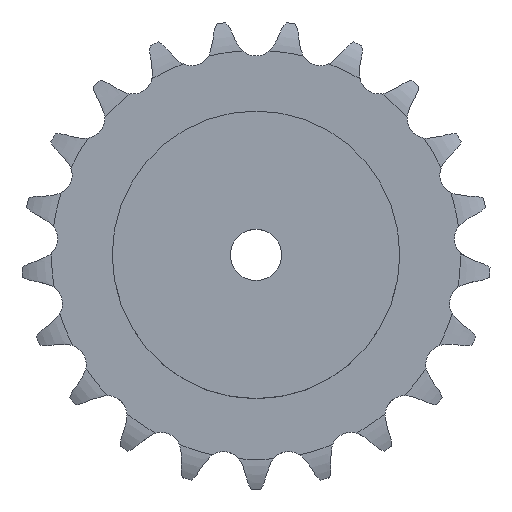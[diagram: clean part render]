
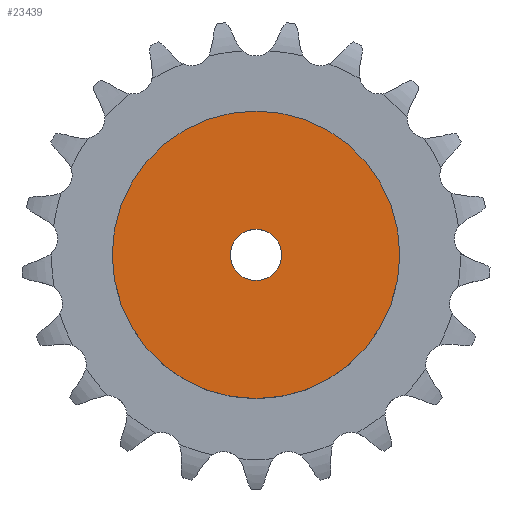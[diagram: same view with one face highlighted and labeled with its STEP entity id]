
A CAD part, top view. The second image highlights one B-rep face of the part: STEP entity #23439.
In plain terms, the highlighted planar face has unit normal (0, 0, 1).
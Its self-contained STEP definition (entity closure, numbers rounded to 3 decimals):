
#3045 = CYLINDRICAL_SURFACE('',#3046,70.);
#3046 = AXIS2_PLACEMENT_3D('',#3047,#3048,#3049);
#3047 = CARTESIAN_POINT('',(0.,0.,0.));
#3048 = DIRECTION('',(-0.,-0.,-1.));
#3049 = DIRECTION('',(1.,0.,0.));
#14902 = VERTEX_POINT('',#14903);
#14903 = CARTESIAN_POINT('',(70.,0.,55.));
#14924 = EDGE_CURVE('',#14902,#14902,#14925,.T.);
#14925 = SURFACE_CURVE('',#14926,(#14931,#14938),.PCURVE_S1.);
#14926 = CIRCLE('',#14927,70.);
#14927 = AXIS2_PLACEMENT_3D('',#14928,#14929,#14930);
#14928 = CARTESIAN_POINT('',(0.,0.,55.));
#14929 = DIRECTION('',(0.,0.,1.));
#14930 = DIRECTION('',(1.,0.,0.));
#14931 = PCURVE('',#3045,#14932);
#14932 = DEFINITIONAL_REPRESENTATION('',(#14933),#14937);
#14933 = LINE('',#14934,#14935);
#14934 = CARTESIAN_POINT('',(-0.,-55.));
#14935 = VECTOR('',#14936,1.);
#14936 = DIRECTION('',(-1.,0.));
#14937 = ( GEOMETRIC_REPRESENTATION_CONTEXT(2) 
PARAMETRIC_REPRESENTATION_CONTEXT() REPRESENTATION_CONTEXT('2D SPACE',''
  ) );
#14938 = PCURVE('',#14939,#14944);
#14939 = PLANE('',#14940);
#14940 = AXIS2_PLACEMENT_3D('',#14941,#14942,#14943);
#14941 = CARTESIAN_POINT('',(0.,0.,55.)
  );
#14942 = DIRECTION('',(0.,0.,1.));
#14943 = DIRECTION('',(1.,0.,0.));
#14944 = DEFINITIONAL_REPRESENTATION('',(#14945),#14949);
#14945 = CIRCLE('',#14946,70.);
#14946 = AXIS2_PLACEMENT_2D('',#14947,#14948);
#14947 = CARTESIAN_POINT('',(0.,0.));
#14948 = DIRECTION('',(1.,0.));
#14949 = ( GEOMETRIC_REPRESENTATION_CONTEXT(2) 
PARAMETRIC_REPRESENTATION_CONTEXT() REPRESENTATION_CONTEXT('2D SPACE',''
  ) );
#20048 = CYLINDRICAL_SURFACE('',#20049,12.5);
#20049 = AXIS2_PLACEMENT_3D('',#20050,#20051,#20052);
#20050 = CARTESIAN_POINT('',(0.,0.,354.717));
#20051 = DIRECTION('',(0.,0.,1.));
#20052 = DIRECTION('',(1.,0.,0.));
#23439 = ADVANCED_FACE('',(#23440,#23443),#14939,.T.);
#23440 = FACE_BOUND('',#23441,.T.);
#23441 = EDGE_LOOP('',(#23442));
#23442 = ORIENTED_EDGE('',*,*,#14924,.T.);
#23443 = FACE_BOUND('',#23444,.T.);
#23444 = EDGE_LOOP('',(#23445));
#23445 = ORIENTED_EDGE('',*,*,#23446,.F.);
#23446 = EDGE_CURVE('',#23447,#23447,#23449,.T.);
#23447 = VERTEX_POINT('',#23448);
#23448 = CARTESIAN_POINT('',(12.5,0.,55.));
#23449 = SURFACE_CURVE('',#23450,(#23455,#23462),.PCURVE_S1.);
#23450 = CIRCLE('',#23451,12.5);
#23451 = AXIS2_PLACEMENT_3D('',#23452,#23453,#23454);
#23452 = CARTESIAN_POINT('',(0.,0.,55.));
#23453 = DIRECTION('',(0.,0.,1.));
#23454 = DIRECTION('',(1.,0.,0.));
#23455 = PCURVE('',#14939,#23456);
#23456 = DEFINITIONAL_REPRESENTATION('',(#23457),#23461);
#23457 = CIRCLE('',#23458,12.5);
#23458 = AXIS2_PLACEMENT_2D('',#23459,#23460);
#23459 = CARTESIAN_POINT('',(0.,0.));
#23460 = DIRECTION('',(1.,0.));
#23461 = ( GEOMETRIC_REPRESENTATION_CONTEXT(2) 
PARAMETRIC_REPRESENTATION_CONTEXT() REPRESENTATION_CONTEXT('2D SPACE',''
  ) );
#23462 = PCURVE('',#20048,#23463);
#23463 = DEFINITIONAL_REPRESENTATION('',(#23464),#23468);
#23464 = LINE('',#23465,#23466);
#23465 = CARTESIAN_POINT('',(0.,-299.717));
#23466 = VECTOR('',#23467,1.);
#23467 = DIRECTION('',(1.,0.));
#23468 = ( GEOMETRIC_REPRESENTATION_CONTEXT(2) 
PARAMETRIC_REPRESENTATION_CONTEXT() REPRESENTATION_CONTEXT('2D SPACE',''
  ) );
